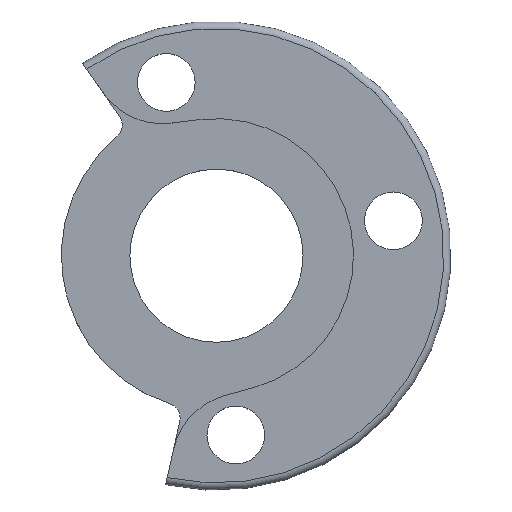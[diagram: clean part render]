
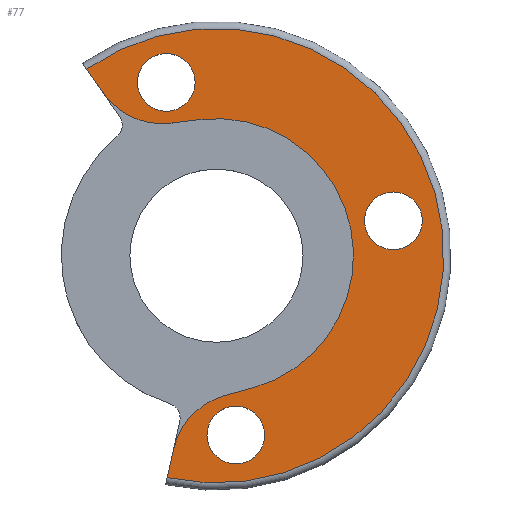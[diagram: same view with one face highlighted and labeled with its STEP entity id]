
A CAD part, top view. The second image highlights one B-rep face of the part: STEP entity #77.
In plain terms, the highlighted planar face has unit normal (0, 0, 1).
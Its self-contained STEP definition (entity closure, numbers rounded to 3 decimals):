
#77 = ADVANCED_FACE( '', ( #103, #104, #105, #106 ), #107, .T. );
#103 = FACE_OUTER_BOUND( '', #165, .T. );
#104 = FACE_BOUND( '', #166, .T. );
#105 = FACE_BOUND( '', #167, .T. );
#106 = FACE_BOUND( '', #168, .T. );
#107 = PLANE( '', #169 );
#165 = EDGE_LOOP( '', ( #240, #241, #242, #243, #244, #245, #246, #247 ) );
#166 = EDGE_LOOP( '', ( #248 ) );
#167 = EDGE_LOOP( '', ( #249 ) );
#168 = EDGE_LOOP( '', ( #250 ) );
#169 = AXIS2_PLACEMENT_3D( '', #251, #252, #253 );
#240 = ORIENTED_EDGE( '', *, *, #404, .F. );
#241 = ORIENTED_EDGE( '', *, *, #405, .T. );
#242 = ORIENTED_EDGE( '', *, *, #406, .F. );
#243 = ORIENTED_EDGE( '', *, *, #407, .F. );
#244 = ORIENTED_EDGE( '', *, *, #408, .F. );
#245 = ORIENTED_EDGE( '', *, *, #409, .T. );
#246 = ORIENTED_EDGE( '', *, *, #399, .F. );
#247 = ORIENTED_EDGE( '', *, *, #410, .T. );
#248 = ORIENTED_EDGE( '', *, *, #411, .F. );
#249 = ORIENTED_EDGE( '', *, *, #412, .F. );
#250 = ORIENTED_EDGE( '', *, *, #413, .F. );
#251 = CARTESIAN_POINT( '', ( 0., 0., 1.5 ) );
#252 = DIRECTION( '', ( 0., 0., 1. ) );
#253 = DIRECTION( '', ( 1., 0., 0. ) );
#399 = EDGE_CURVE( '', #454, #456, #457, .T. );
#404 = EDGE_CURVE( '', #464, #465, #466, .T. );
#405 = EDGE_CURVE( '', #464, #467, #468, .T. );
#406 = EDGE_CURVE( '', #469, #467, #470, .T. );
#407 = EDGE_CURVE( '', #471, #469, #472, .T. );
#408 = EDGE_CURVE( '', #473, #471, #474, .T. );
#409 = EDGE_CURVE( '', #473, #456, #475, .T. );
#410 = EDGE_CURVE( '', #454, #465, #476, .T. );
#411 = EDGE_CURVE( '', #477, #477, #478, .T. );
#412 = EDGE_CURVE( '', #479, #479, #480, .T. );
#413 = EDGE_CURVE( '', #481, #481, #482, .T. );
#454 = VERTEX_POINT( '', #547 );
#456 = VERTEX_POINT( '', #549 );
#457 = LINE( '', #550, #551 );
#464 = VERTEX_POINT( '', #560 );
#465 = VERTEX_POINT( '', #561 );
#466 = LINE( '', #562, #563 );
#467 = VERTEX_POINT( '', #564 );
#468 = CIRCLE( '', #565, 5. );
#469 = VERTEX_POINT( '', #566 );
#470 = LINE( '', #567, #568 );
#471 = VERTEX_POINT( '', #569 );
#472 = CIRCLE( '', #570, 9.5 );
#473 = VERTEX_POINT( '', #571 );
#474 = LINE( '', #572, #573 );
#475 = CIRCLE( '', #574, 5. );
#476 = CIRCLE( '', #575, 15.75 );
#477 = VERTEX_POINT( '', #576 );
#478 = CIRCLE( '', #577, 2. );
#479 = VERTEX_POINT( '', #578 );
#480 = CIRCLE( '', #579, 2. );
#481 = VERTEX_POINT( '', #580 );
#482 = CIRCLE( '', #581, 2. );
#547 = CARTESIAN_POINT( '', ( -3.41, -15.376, 1.5 ) );
#549 = CARTESIAN_POINT( '', ( -2.979, -13.433, 1.5 ) );
#550 = CARTESIAN_POINT( '', ( 0., 0., 1.5 ) );
#551 = VECTOR( '', #652, 1000. );
#560 = CARTESIAN_POINT( '', ( -7.857, 11.296, 1.5 ) );
#561 = CARTESIAN_POINT( '', ( -8.993, 12.93, 1.5 ) );
#562 = CARTESIAN_POINT( '', ( 0., 0., 1.5 ) );
#563 = VECTOR( '', #661, 1000. );
#564 = CARTESIAN_POINT( '', ( -3.15, 9.188, 1.5 ) );
#565 = AXIS2_PLACEMENT_3D( '', #662, #663, #664 );
#566 = CARTESIAN_POINT( '', ( -1.144, 9.431, 1.5 ) );
#567 = CARTESIAN_POINT( '', ( -1.144, 9.431, 1.5 ) );
#568 = VECTOR( '', #665, 1000. );
#569 = CARTESIAN_POINT( '', ( 2.523, -9.159, 1.5 ) );
#570 = AXIS2_PLACEMENT_3D( '', #666, #667, #668 );
#571 = CARTESIAN_POINT( '', ( 0.574, -9.696, 1.5 ) );
#572 = CARTESIAN_POINT( '', ( 2.523, -9.159, 1.5 ) );
#573 = VECTOR( '', #669, 1000. );
#574 = AXIS2_PLACEMENT_3D( '', #670, #671, #672 );
#575 = AXIS2_PLACEMENT_3D( '', #673, #674, #675 );
#576 = CARTESIAN_POINT( '', ( -1.478, 12.006, 1.5 ) );
#577 = AXIS2_PLACEMENT_3D( '', #676, #677, #678 );
#578 = CARTESIAN_POINT( '', ( 14.264, 2.419, 1.5 ) );
#579 = AXIS2_PLACEMENT_3D( '', #679, #680, #681 );
#580 = CARTESIAN_POINT( '', ( 3.341, -12.428, 1.5 ) );
#581 = AXIS2_PLACEMENT_3D( '', #682, #683, #684 );
#652 = DIRECTION( '', ( 0.217, 0.976, 0. ) );
#661 = DIRECTION( '', ( -0.571, 0.821, 0. ) );
#662 = CARTESIAN_POINT( '', ( -3.752, 14.151, 1.5 ) );
#663 = DIRECTION( '', ( 0., 0., 1. ) );
#664 = DIRECTION( '', ( 1., 0., 0. ) );
#665 = DIRECTION( '', ( -0.993, -0.12, 0. ) );
#666 = CARTESIAN_POINT( '', ( 0., 0., 1.5 ) );
#667 = DIRECTION( '', ( 0., 0., 1. ) );
#668 = DIRECTION( '', ( -1., 0., 0. ) );
#669 = DIRECTION( '', ( 0.964, 0.266, 0. ) );
#670 = CARTESIAN_POINT( '', ( 1.902, -14.516, 1.5 ) );
#671 = DIRECTION( '', ( 0., 0., 1. ) );
#672 = DIRECTION( '', ( 1., 0., 0. ) );
#673 = CARTESIAN_POINT( '', ( 0., 0., 1.5 ) );
#674 = DIRECTION( '', ( 0., 0., 1. ) );
#675 = DIRECTION( '', ( 1., 0., 0. ) );
#676 = CARTESIAN_POINT( '', ( -3.478, 12.006, 1.5 ) );
#677 = DIRECTION( '', ( 0., 0., 1. ) );
#678 = DIRECTION( '', ( 1., 0., 0. ) );
#679 = CARTESIAN_POINT( '', ( 12.264, 2.419, 1.5 ) );
#680 = DIRECTION( '', ( 0., 0., 1. ) );
#681 = DIRECTION( '', ( 1., 0., 0. ) );
#682 = CARTESIAN_POINT( '', ( 1.341, -12.428, 1.5 ) );
#683 = DIRECTION( '', ( 0., 0., 1. ) );
#684 = DIRECTION( '', ( 1., 0., 0. ) );
